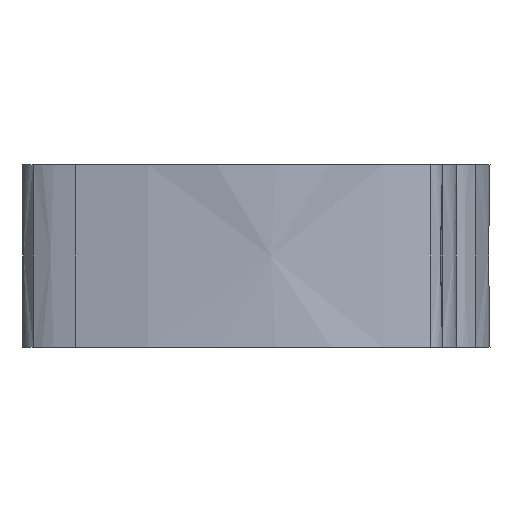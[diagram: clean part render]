
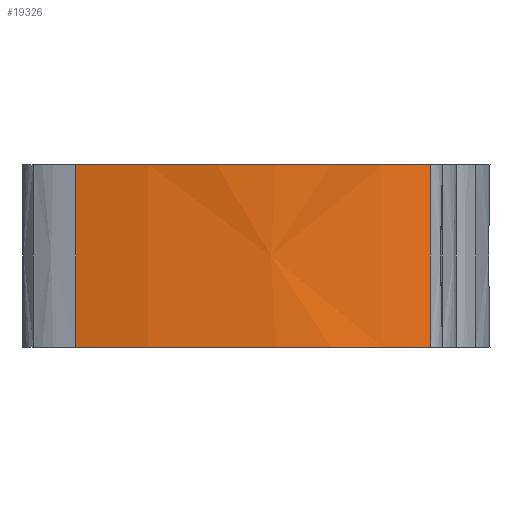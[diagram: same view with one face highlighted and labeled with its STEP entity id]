
A CAD part, left-side view. The second image highlights one B-rep face of the part: STEP entity #19326.
In plain terms, the highlighted face is a extrusion surface.
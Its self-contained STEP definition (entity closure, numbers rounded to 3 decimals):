
#16040 = PLANE('',#16041);
#16041 = AXIS2_PLACEMENT_3D('',#16042,#16043,#16044);
#16042 = CARTESIAN_POINT('',(279.015,10.96,0.));
#16043 = DIRECTION('',(0.,0.,-1.));
#16044 = DIRECTION('',(-1.,0.,0.));
#17339 = PLANE('',#17340);
#17340 = AXIS2_PLACEMENT_3D('',#17341,#17342,#17343);
#17341 = CARTESIAN_POINT('',(279.015,10.96,20.));
#17342 = DIRECTION('',(0.,0.,-1.));
#17343 = DIRECTION('',(-1.,0.,0.));
#18076 = VERTEX_POINT('',#18077);
#18077 = CARTESIAN_POINT('',(280.194,-8.666,0.));
#18091 = SURFACE_OF_LINEAR_EXTRUSION('',#18092,#18096);
#18092 = B_SPLINE_CURVE_WITH_KNOTS('',2,(#18093,#18094,#18095),
  .UNSPECIFIED.,.F.,.F.,(3,3),(0.,1.),.PIECEWISE_BEZIER_KNOTS.);
#18093 = CARTESIAN_POINT('',(282.904,-9.907,0.));
#18094 = CARTESIAN_POINT('',(281.136,-10.14,0.));
#18095 = CARTESIAN_POINT('',(280.194,-8.666,0.));
#18096 = VECTOR('',#18097,1.);
#18097 = DIRECTION('',(-0.,-0.,-1.));
#18105 = EDGE_CURVE('',#18076,#18106,#18108,.T.);
#18106 = VERTEX_POINT('',#18107);
#18107 = CARTESIAN_POINT('',(276.541,30.277,0.));
#18108 = SURFACE_CURVE('',#18109,(#18113,#18120),.PCURVE_S1.);
#18109 = B_SPLINE_CURVE_WITH_KNOTS('',2,(#18110,#18111,#18112),
  .UNSPECIFIED.,.F.,.F.,(3,3),(0.,1.),.PIECEWISE_BEZIER_KNOTS.);
#18110 = CARTESIAN_POINT('',(280.194,-8.666,0.));
#18111 = CARTESIAN_POINT('',(271.828,6.927,0.));
#18112 = CARTESIAN_POINT('',(276.541,30.277,0.));
#18113 = PCURVE('',#16040,#18114);
#18114 = DEFINITIONAL_REPRESENTATION('',(#18115),#18119);
#18115 = B_SPLINE_CURVE_WITH_KNOTS('',2,(#18116,#18117,#18118),
  .UNSPECIFIED.,.F.,.F.,(3,3),(0.,1.),.PIECEWISE_BEZIER_KNOTS.);
#18116 = CARTESIAN_POINT('',(-1.178,-19.626));
#18117 = CARTESIAN_POINT('',(7.188,-4.034));
#18118 = CARTESIAN_POINT('',(2.474,19.316));
#18119 = ( GEOMETRIC_REPRESENTATION_CONTEXT(2) 
PARAMETRIC_REPRESENTATION_CONTEXT() REPRESENTATION_CONTEXT('2D SPACE',''
  ) );
#18120 = PCURVE('',#18121,#18128);
#18121 = SURFACE_OF_LINEAR_EXTRUSION('',#18122,#18126);
#18122 = B_SPLINE_CURVE_WITH_KNOTS('',2,(#18123,#18124,#18125),
  .UNSPECIFIED.,.F.,.F.,(3,3),(0.,1.),.PIECEWISE_BEZIER_KNOTS.);
#18123 = CARTESIAN_POINT('',(280.194,-8.666,0.));
#18124 = CARTESIAN_POINT('',(271.828,6.927,0.));
#18125 = CARTESIAN_POINT('',(276.541,30.277,0.));
#18126 = VECTOR('',#18127,1.);
#18127 = DIRECTION('',(-0.,-0.,-1.));
#18128 = DEFINITIONAL_REPRESENTATION('',(#18129),#18133);
#18129 = LINE('',#18130,#18131);
#18130 = CARTESIAN_POINT('',(0.,0.));
#18131 = VECTOR('',#18132,1.);
#18132 = DIRECTION('',(1.,0.));
#18133 = ( GEOMETRIC_REPRESENTATION_CONTEXT(2) 
PARAMETRIC_REPRESENTATION_CONTEXT() REPRESENTATION_CONTEXT('2D SPACE',''
  ) );
#18151 = SURFACE_OF_LINEAR_EXTRUSION('',#18152,#18156);
#18152 = B_SPLINE_CURVE_WITH_KNOTS('',2,(#18153,#18154,#18155),
  .UNSPECIFIED.,.F.,.F.,(3,3),(0.,1.),.PIECEWISE_BEZIER_KNOTS.);
#18153 = CARTESIAN_POINT('',(276.541,30.277,0.));
#18154 = CARTESIAN_POINT('',(277.13,33.38,0.));
#18155 = CARTESIAN_POINT('',(278.19,34.931,0.));
#18156 = VECTOR('',#18157,1.);
#18157 = DIRECTION('',(-0.,-0.,-1.));
#18860 = VERTEX_POINT('',#18861);
#18861 = CARTESIAN_POINT('',(280.194,-8.666,20.));
#18882 = EDGE_CURVE('',#18860,#18883,#18885,.T.);
#18883 = VERTEX_POINT('',#18884);
#18884 = CARTESIAN_POINT('',(276.541,30.277,20.));
#18885 = SURFACE_CURVE('',#18886,(#18890,#18897),.PCURVE_S1.);
#18886 = B_SPLINE_CURVE_WITH_KNOTS('',2,(#18887,#18888,#18889),
  .UNSPECIFIED.,.F.,.F.,(3,3),(0.,1.),.PIECEWISE_BEZIER_KNOTS.);
#18887 = CARTESIAN_POINT('',(280.194,-8.666,20.));
#18888 = CARTESIAN_POINT('',(271.828,6.927,20.));
#18889 = CARTESIAN_POINT('',(276.541,30.277,20.));
#18890 = PCURVE('',#17339,#18891);
#18891 = DEFINITIONAL_REPRESENTATION('',(#18892),#18896);
#18892 = B_SPLINE_CURVE_WITH_KNOTS('',2,(#18893,#18894,#18895),
  .UNSPECIFIED.,.F.,.F.,(3,3),(0.,1.),.PIECEWISE_BEZIER_KNOTS.);
#18893 = CARTESIAN_POINT('',(-1.178,-19.626));
#18894 = CARTESIAN_POINT('',(7.188,-4.034));
#18895 = CARTESIAN_POINT('',(2.474,19.316));
#18896 = ( GEOMETRIC_REPRESENTATION_CONTEXT(2) 
PARAMETRIC_REPRESENTATION_CONTEXT() REPRESENTATION_CONTEXT('2D SPACE',''
  ) );
#18897 = PCURVE('',#18121,#18898);
#18898 = DEFINITIONAL_REPRESENTATION('',(#18899),#18903);
#18899 = LINE('',#18900,#18901);
#18900 = CARTESIAN_POINT('',(0.,-20.));
#18901 = VECTOR('',#18902,1.);
#18902 = DIRECTION('',(1.,0.));
#18903 = ( GEOMETRIC_REPRESENTATION_CONTEXT(2) 
PARAMETRIC_REPRESENTATION_CONTEXT() REPRESENTATION_CONTEXT('2D SPACE',''
  ) );
#19303 = EDGE_CURVE('',#18106,#18883,#19304,.T.);
#19304 = SURFACE_CURVE('',#19305,(#19309,#19316),.PCURVE_S1.);
#19305 = LINE('',#19306,#19307);
#19306 = CARTESIAN_POINT('',(276.541,30.277,0.));
#19307 = VECTOR('',#19308,1.);
#19308 = DIRECTION('',(0.,0.,1.));
#19309 = PCURVE('',#18151,#19310);
#19310 = DEFINITIONAL_REPRESENTATION('',(#19311),#19315);
#19311 = LINE('',#19312,#19313);
#19312 = CARTESIAN_POINT('',(0.,0.));
#19313 = VECTOR('',#19314,1.);
#19314 = DIRECTION('',(0.,-1.));
#19315 = ( GEOMETRIC_REPRESENTATION_CONTEXT(2) 
PARAMETRIC_REPRESENTATION_CONTEXT() REPRESENTATION_CONTEXT('2D SPACE',''
  ) );
#19316 = PCURVE('',#18121,#19317);
#19317 = DEFINITIONAL_REPRESENTATION('',(#19318),#19322);
#19318 = LINE('',#19319,#19320);
#19319 = CARTESIAN_POINT('',(1.,0.));
#19320 = VECTOR('',#19321,1.);
#19321 = DIRECTION('',(0.,-1.));
#19322 = ( GEOMETRIC_REPRESENTATION_CONTEXT(2) 
PARAMETRIC_REPRESENTATION_CONTEXT() REPRESENTATION_CONTEXT('2D SPACE',''
  ) );
#19326 = ADVANCED_FACE('',(#19327),#18121,.T.);
#19327 = FACE_BOUND('',#19328,.T.);
#19328 = EDGE_LOOP('',(#19329,#19350,#19351,#19352));
#19329 = ORIENTED_EDGE('',*,*,#19330,.T.);
#19330 = EDGE_CURVE('',#18076,#18860,#19331,.T.);
#19331 = SURFACE_CURVE('',#19332,(#19336,#19343),.PCURVE_S1.);
#19332 = LINE('',#19333,#19334);
#19333 = CARTESIAN_POINT('',(280.194,-8.666,0.));
#19334 = VECTOR('',#19335,1.);
#19335 = DIRECTION('',(0.,0.,1.));
#19336 = PCURVE('',#18121,#19337);
#19337 = DEFINITIONAL_REPRESENTATION('',(#19338),#19342);
#19338 = LINE('',#19339,#19340);
#19339 = CARTESIAN_POINT('',(0.,0.));
#19340 = VECTOR('',#19341,1.);
#19341 = DIRECTION('',(0.,-1.));
#19342 = ( GEOMETRIC_REPRESENTATION_CONTEXT(2) 
PARAMETRIC_REPRESENTATION_CONTEXT() REPRESENTATION_CONTEXT('2D SPACE',''
  ) );
#19343 = PCURVE('',#18091,#19344);
#19344 = DEFINITIONAL_REPRESENTATION('',(#19345),#19349);
#19345 = LINE('',#19346,#19347);
#19346 = CARTESIAN_POINT('',(1.,0.));
#19347 = VECTOR('',#19348,1.);
#19348 = DIRECTION('',(0.,-1.));
#19349 = ( GEOMETRIC_REPRESENTATION_CONTEXT(2) 
PARAMETRIC_REPRESENTATION_CONTEXT() REPRESENTATION_CONTEXT('2D SPACE',''
  ) );
#19350 = ORIENTED_EDGE('',*,*,#18882,.T.);
#19351 = ORIENTED_EDGE('',*,*,#19303,.F.);
#19352 = ORIENTED_EDGE('',*,*,#18105,.F.);
